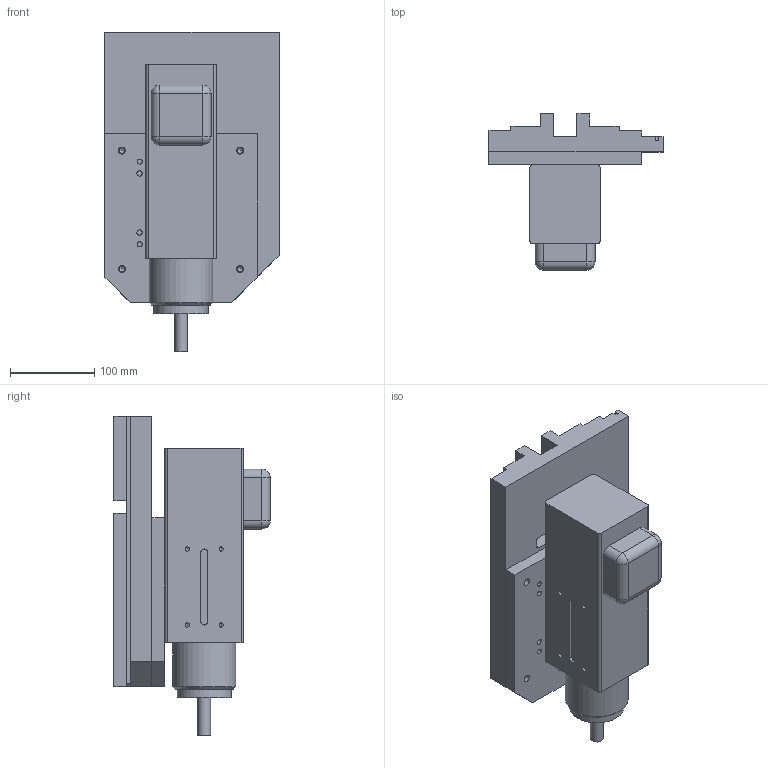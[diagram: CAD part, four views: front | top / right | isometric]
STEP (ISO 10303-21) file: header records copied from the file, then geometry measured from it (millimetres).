
FILE_DESCRIPTION(/* description */ (''),/* implementation_level */ '2;1');
FILE_NAME(/* name */ 'Machine_spindle.stp',/* time_stamp */ '2022-05-18T06:24:31+08:00',/* author */ (''),/* organization */ (''),/* preprocessor_version */ 'ST-DEVELOPER v16',/* originating_system */ 'SIEMENS PLM Software NX 10.0',/* authorisation */ '');
FILE_SCHEMA (('AUTOMOTIVE_DESIGN { 1 0 10303 214 3 1 1 1 }'));
Length unit declared in the file: millimetre
Products named in the file (1): Admi1994933B12t0
Bounding box: 206 x 185 x 378 mm (x, y, z)
Volume: 4404307.1 mm3; surface area: 407578.3 mm2
Topology: 3 solids, 3 shells, 287 faces, 685 edges, 423 vertices
Faces by surface type: cylinder 145, plane 94, cone 40, sphere 4, torus 4
Full cylindrical faces by diameter (mm): 4.134 x28, 4.917 x36, 6 x4, 6.4 x10, 6.647 x8, 8.4 x4, 11 x10, 15 x4, 18 x4, 19 x3, 64 x1, 75 x1
Entity records: 8537 total; most frequent: CARTESIAN_POINT 1745, DIRECTION 1468, ORIENTED_EDGE 1286, EDGE_CURVE 643, AXIS2_PLACEMENT_3D 547, VERTEX_POINT 423, EDGE_LOOP 390, LINE 374
